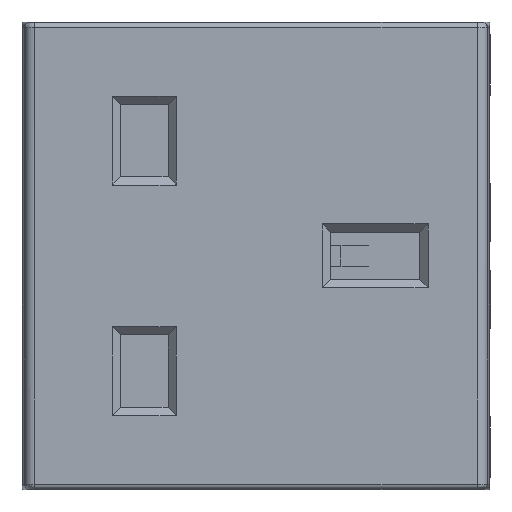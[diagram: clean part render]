
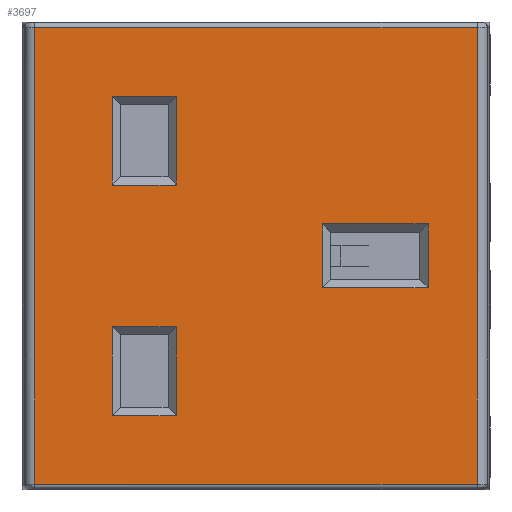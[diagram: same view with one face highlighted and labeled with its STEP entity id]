
A CAD part, top view. The second image highlights one B-rep face of the part: STEP entity #3697.
In plain terms, the highlighted planar face has unit normal (0, 0, 1).
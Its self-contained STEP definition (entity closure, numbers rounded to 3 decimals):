
#3591=AXIS2_PLACEMENT_3D('Plane Axis2P3D',#3588,#3589,#3590) ;
#2475=CARTESIAN_POINT('Vertex',(21.28,-21.974,6.5)) ;
#2508=CARTESIAN_POINT('Vertex',(-21.315,-21.974,6.5)) ;
#2511=CARTESIAN_POINT('Line Origine',(-0.017,-21.974,6.5)) ;
#3336=CARTESIAN_POINT('Vertex',(6.405,3.078,6.5)) ;
#3339=CARTESIAN_POINT('Line Origine',(6.405,0.,6.5)) ;
#3343=CARTESIAN_POINT('Vertex',(6.405,-3.077,6.5)) ;
#3438=CARTESIAN_POINT('Vertex',(21.28,21.974,6.5)) ;
#3441=CARTESIAN_POINT('Line Origine',(21.28,0.,6.5)) ;
#3547=CARTESIAN_POINT('Vertex',(-21.315,21.974,6.5)) ;
#3576=CARTESIAN_POINT('Line Origine',(-0.017,21.974,6.5)) ;
#3588=CARTESIAN_POINT('Axis2P3D Location',(-0.017,0.,6.5)) ;
#3593=CARTESIAN_POINT('Line Origine',(-21.315,0.,6.5)) ;
#3604=CARTESIAN_POINT('Line Origine',(-10.767,-15.377,6.5)) ;
#3608=CARTESIAN_POINT('Vertex',(-7.69,-15.377,6.5)) ;
#3610=CARTESIAN_POINT('Vertex',(-13.845,-15.377,6.5)) ;
#3613=CARTESIAN_POINT('Line Origine',(-13.845,-11.1,6.5)) ;
#3617=CARTESIAN_POINT('Vertex',(-13.845,-6.822,6.5)) ;
#3620=CARTESIAN_POINT('Line Origine',(-10.767,-6.822,6.5)) ;
#3624=CARTESIAN_POINT('Vertex',(-7.69,-6.822,6.5)) ;
#3627=CARTESIAN_POINT('Line Origine',(-7.69,-11.1,6.5)) ;
#3638=CARTESIAN_POINT('Line Origine',(16.56,0.,6.5)) ;
#3642=CARTESIAN_POINT('Vertex',(16.56,3.078,6.5)) ;
#3644=CARTESIAN_POINT('Vertex',(16.56,-3.077,6.5)) ;
#3647=CARTESIAN_POINT('Line Origine',(11.483,-3.077,6.5)) ;
#3652=CARTESIAN_POINT('Line Origine',(11.483,3.078,6.5)) ;
#3663=CARTESIAN_POINT('Line Origine',(-10.767,15.378,6.5)) ;
#3667=CARTESIAN_POINT('Vertex',(-13.845,15.378,6.5)) ;
#3669=CARTESIAN_POINT('Vertex',(-7.69,15.378,6.5)) ;
#3672=CARTESIAN_POINT('Line Origine',(-7.69,11.1,6.5)) ;
#3676=CARTESIAN_POINT('Vertex',(-7.69,6.823,6.5)) ;
#3679=CARTESIAN_POINT('Line Origine',(-10.767,6.823,6.5)) ;
#3683=CARTESIAN_POINT('Vertex',(-13.845,6.823,6.5)) ;
#3686=CARTESIAN_POINT('Line Origine',(-13.845,11.1,6.5)) ;
#2512=DIRECTION('Vector Direction',(-1.,0.,0.)) ;
#3340=DIRECTION('Vector Direction',(0.,1.,0.)) ;
#3442=DIRECTION('Vector Direction',(0.,-1.,0.)) ;
#3577=DIRECTION('Vector Direction',(-1.,0.,0.)) ;
#3589=DIRECTION('Axis2P3D Direction',(0.,0.,-1.)) ;
#3590=DIRECTION('Axis2P3D XDirection',(0.,-1.,0.)) ;
#3594=DIRECTION('Vector Direction',(0.,-1.,0.)) ;
#3605=DIRECTION('Vector Direction',(-1.,0.,0.)) ;
#3614=DIRECTION('Vector Direction',(0.,1.,0.)) ;
#3621=DIRECTION('Vector Direction',(-1.,0.,0.)) ;
#3628=DIRECTION('Vector Direction',(0.,1.,0.)) ;
#3639=DIRECTION('Vector Direction',(0.,-1.,0.)) ;
#3648=DIRECTION('Vector Direction',(1.,0.,0.)) ;
#3653=DIRECTION('Vector Direction',(1.,0.,0.)) ;
#3664=DIRECTION('Vector Direction',(-1.,0.,0.)) ;
#3673=DIRECTION('Vector Direction',(0.,1.,0.)) ;
#3680=DIRECTION('Vector Direction',(-1.,0.,0.)) ;
#3687=DIRECTION('Vector Direction',(0.,1.,0.)) ;
#2513=VECTOR('Line Direction',#2512,1.) ;
#3341=VECTOR('Line Direction',#3340,1.) ;
#3443=VECTOR('Line Direction',#3442,1.) ;
#3578=VECTOR('Line Direction',#3577,1.) ;
#3595=VECTOR('Line Direction',#3594,1.) ;
#3606=VECTOR('Line Direction',#3605,1.) ;
#3615=VECTOR('Line Direction',#3614,1.) ;
#3622=VECTOR('Line Direction',#3621,1.) ;
#3629=VECTOR('Line Direction',#3628,1.) ;
#3640=VECTOR('Line Direction',#3639,1.) ;
#3649=VECTOR('Line Direction',#3648,1.) ;
#3654=VECTOR('Line Direction',#3653,1.) ;
#3665=VECTOR('Line Direction',#3664,1.) ;
#3674=VECTOR('Line Direction',#3673,1.) ;
#3681=VECTOR('Line Direction',#3680,1.) ;
#3688=VECTOR('Line Direction',#3687,1.) ;
#3599=ORIENTED_EDGE('',*,*,#2515,.T.) ;
#3600=ORIENTED_EDGE('',*,*,#3445,.T.) ;
#3601=ORIENTED_EDGE('',*,*,#3580,.T.) ;
#3602=ORIENTED_EDGE('',*,*,#3597,.T.) ;
#3633=ORIENTED_EDGE('',*,*,#3612,.T.) ;
#3634=ORIENTED_EDGE('',*,*,#3619,.T.) ;
#3635=ORIENTED_EDGE('',*,*,#3626,.T.) ;
#3636=ORIENTED_EDGE('',*,*,#3631,.T.) ;
#3658=ORIENTED_EDGE('',*,*,#3646,.T.) ;
#3659=ORIENTED_EDGE('',*,*,#3651,.T.) ;
#3660=ORIENTED_EDGE('',*,*,#3345,.T.) ;
#3661=ORIENTED_EDGE('',*,*,#3656,.T.) ;
#3692=ORIENTED_EDGE('',*,*,#3671,.T.) ;
#3693=ORIENTED_EDGE('',*,*,#3678,.T.) ;
#3694=ORIENTED_EDGE('',*,*,#3685,.T.) ;
#3695=ORIENTED_EDGE('',*,*,#3690,.T.) ;
#3637=FACE_BOUND('',#3632,.T.) ;
#3662=FACE_BOUND('',#3657,.T.) ;
#3696=FACE_BOUND('',#3691,.T.) ;
#3697=ADVANCED_FACE('0043421.1\\Corps principal',(#3603,#3637,#3662,#3696),#3592,.F.) ;
#2515=EDGE_CURVE('',#2509,#2476,#2514,.F.) ;
#3345=EDGE_CURVE('',#3344,#3337,#3342,.T.) ;
#3445=EDGE_CURVE('',#2476,#3439,#3444,.F.) ;
#3580=EDGE_CURVE('',#3439,#3548,#3579,.T.) ;
#3597=EDGE_CURVE('',#3548,#2509,#3596,.T.) ;
#3612=EDGE_CURVE('',#3609,#3611,#3607,.T.) ;
#3619=EDGE_CURVE('',#3611,#3618,#3616,.T.) ;
#3626=EDGE_CURVE('',#3618,#3625,#3623,.F.) ;
#3631=EDGE_CURVE('',#3625,#3609,#3630,.F.) ;
#3646=EDGE_CURVE('',#3643,#3645,#3641,.T.) ;
#3651=EDGE_CURVE('',#3645,#3344,#3650,.F.) ;
#3656=EDGE_CURVE('',#3337,#3643,#3655,.T.) ;
#3671=EDGE_CURVE('',#3668,#3670,#3666,.F.) ;
#3678=EDGE_CURVE('',#3670,#3677,#3675,.F.) ;
#3685=EDGE_CURVE('',#3677,#3684,#3682,.T.) ;
#3690=EDGE_CURVE('',#3684,#3668,#3689,.T.) ;
#3598=EDGE_LOOP('',(#3599,#3600,#3601,#3602)) ;
#3632=EDGE_LOOP('',(#3633,#3634,#3635,#3636)) ;
#3657=EDGE_LOOP('',(#3658,#3659,#3660,#3661)) ;
#3691=EDGE_LOOP('',(#3692,#3693,#3694,#3695)) ;
#3603=FACE_OUTER_BOUND('',#3598,.T.) ;
#2514=LINE('Line',#2511,#2513) ;
#3342=LINE('Line',#3339,#3341) ;
#3444=LINE('Line',#3441,#3443) ;
#3579=LINE('Line',#3576,#3578) ;
#3596=LINE('Line',#3593,#3595) ;
#3607=LINE('Line',#3604,#3606) ;
#3616=LINE('Line',#3613,#3615) ;
#3623=LINE('Line',#3620,#3622) ;
#3630=LINE('Line',#3627,#3629) ;
#3641=LINE('Line',#3638,#3640) ;
#3650=LINE('Line',#3647,#3649) ;
#3655=LINE('Line',#3652,#3654) ;
#3666=LINE('Line',#3663,#3665) ;
#3675=LINE('Line',#3672,#3674) ;
#3682=LINE('Line',#3679,#3681) ;
#3689=LINE('Line',#3686,#3688) ;
#3592=PLANE('',#3591) ;
#2476=VERTEX_POINT('',#2475) ;
#2509=VERTEX_POINT('',#2508) ;
#3337=VERTEX_POINT('',#3336) ;
#3344=VERTEX_POINT('',#3343) ;
#3439=VERTEX_POINT('',#3438) ;
#3548=VERTEX_POINT('',#3547) ;
#3609=VERTEX_POINT('',#3608) ;
#3611=VERTEX_POINT('',#3610) ;
#3618=VERTEX_POINT('',#3617) ;
#3625=VERTEX_POINT('',#3624) ;
#3643=VERTEX_POINT('',#3642) ;
#3645=VERTEX_POINT('',#3644) ;
#3668=VERTEX_POINT('',#3667) ;
#3670=VERTEX_POINT('',#3669) ;
#3677=VERTEX_POINT('',#3676) ;
#3684=VERTEX_POINT('',#3683) ;
